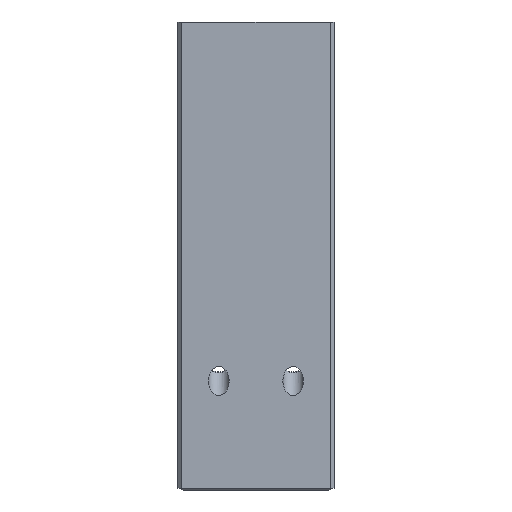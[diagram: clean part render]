
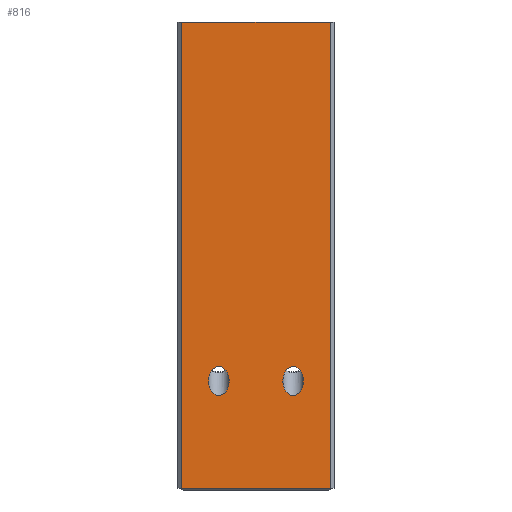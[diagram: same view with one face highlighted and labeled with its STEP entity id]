
A CAD part, left-side view. The second image highlights one B-rep face of the part: STEP entity #816.
In plain terms, the highlighted planar face has unit normal (-1, 0, 0).
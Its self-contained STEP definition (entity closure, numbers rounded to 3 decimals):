
#692=CARTESIAN_POINT('',(237.,55.,49.336));
#693=VERTEX_POINT('',#692);
#708=CARTESIAN_POINT('',(237.,55.,61.003));
#709=VERTEX_POINT('',#708);
#710=CARTESIAN_POINT('',(237.,55.,55.169));
#711=DIRECTION('',(-1.,0.,0.));
#712=DIRECTION('',(0.,0.,1.));
#713=AXIS2_PLACEMENT_3D('',#710,#711,#712);
#714=ELLIPSE('',#713,5.834,4.125);
#715=EDGE_CURVE('',#693,#709,#714,.T.);
#717=CARTESIAN_POINT('',(237.,55.,55.169));
#718=DIRECTION('',(-1.,0.,0.));
#719=DIRECTION('',(0.,0.,1.));
#720=AXIS2_PLACEMENT_3D('',#717,#718,#719);
#721=ELLIPSE('',#720,5.834,4.125);
#722=EDGE_CURVE('',#709,#693,#721,.T.);
#734=CARTESIAN_POINT('',(237.,85.,49.336));
#735=VERTEX_POINT('',#734);
#750=CARTESIAN_POINT('',(237.,85.,61.003));
#751=VERTEX_POINT('',#750);
#752=CARTESIAN_POINT('',(237.,85.,55.169));
#753=DIRECTION('',(-1.,0.,0.));
#754=DIRECTION('',(0.,0.,1.));
#755=AXIS2_PLACEMENT_3D('',#752,#753,#754);
#756=ELLIPSE('',#755,5.834,4.125);
#757=EDGE_CURVE('',#735,#751,#756,.T.);
#759=CARTESIAN_POINT('',(237.,85.,55.169));
#760=DIRECTION('',(-1.,0.,0.));
#761=DIRECTION('',(0.,0.,1.));
#762=AXIS2_PLACEMENT_3D('',#759,#760,#761);
#763=ELLIPSE('',#762,5.834,4.125);
#764=EDGE_CURVE('',#751,#735,#763,.T.);
#769=CARTESIAN_POINT('',(237.,70.,200.));
#770=DIRECTION('',(-1.,0.,0.));
#771=DIRECTION('',(0.,0.,1.));
#772=AXIS2_PLACEMENT_3D('',#769,#770,#771);
#773=PLANE('',#772);
#774=CARTESIAN_POINT('',(237.,40.,200.));
#775=VERTEX_POINT('',#774);
#776=CARTESIAN_POINT('',(237.,100.,200.));
#777=VERTEX_POINT('',#776);
#778=CARTESIAN_POINT('',(237.,40.,200.));
#779=DIRECTION('',(0.,1.,0.));
#780=VECTOR('',#779,60.);
#781=LINE('',#778,#780);
#782=EDGE_CURVE('',#775,#777,#781,.T.);
#783=ORIENTED_EDGE('',*,*,#782,.T.);
#784=CARTESIAN_POINT('',(237.,100.,12.));
#785=VERTEX_POINT('',#784);
#786=CARTESIAN_POINT('',(237.,100.,200.));
#787=DIRECTION('',(0.,0.,-1.));
#788=VECTOR('',#787,188.);
#789=LINE('',#786,#788);
#790=EDGE_CURVE('',#777,#785,#789,.T.);
#791=ORIENTED_EDGE('',*,*,#790,.T.);
#792=CARTESIAN_POINT('',(237.,40.,12.));
#793=VERTEX_POINT('',#792);
#794=CARTESIAN_POINT('',(237.,40.,12.));
#795=DIRECTION('',(0.,1.,0.));
#796=VECTOR('',#795,60.);
#797=LINE('',#794,#796);
#798=EDGE_CURVE('',#793,#785,#797,.T.);
#799=ORIENTED_EDGE('',*,*,#798,.F.);
#800=CARTESIAN_POINT('',(237.,40.,200.));
#801=DIRECTION('',(0.,0.,-1.));
#802=VECTOR('',#801,188.);
#803=LINE('',#800,#802);
#804=EDGE_CURVE('',#775,#793,#803,.T.);
#805=ORIENTED_EDGE('',*,*,#804,.F.);
#806=EDGE_LOOP('',(#783,#791,#799,#805));
#807=FACE_BOUND('',#806,.T.);
#808=ORIENTED_EDGE('',*,*,#715,.F.);
#809=ORIENTED_EDGE('',*,*,#722,.F.);
#810=EDGE_LOOP('',(#808,#809));
#811=FACE_BOUND('',#810,.T.);
#812=ORIENTED_EDGE('',*,*,#757,.F.);
#813=ORIENTED_EDGE('',*,*,#764,.F.);
#814=EDGE_LOOP('',(#812,#813));
#815=FACE_BOUND('',#814,.T.);
#816=ADVANCED_FACE('',(#807,#811,#815),#773,.T.);
